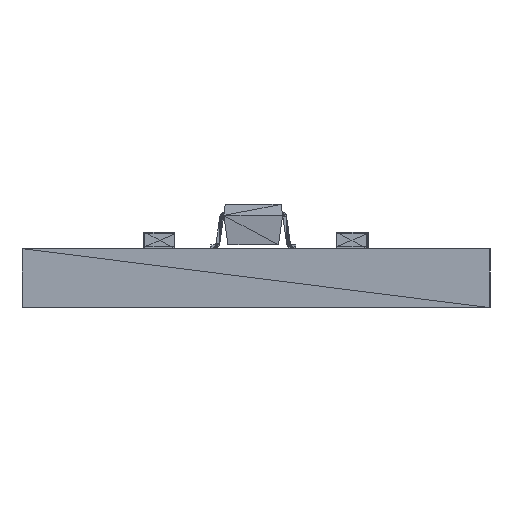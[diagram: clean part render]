
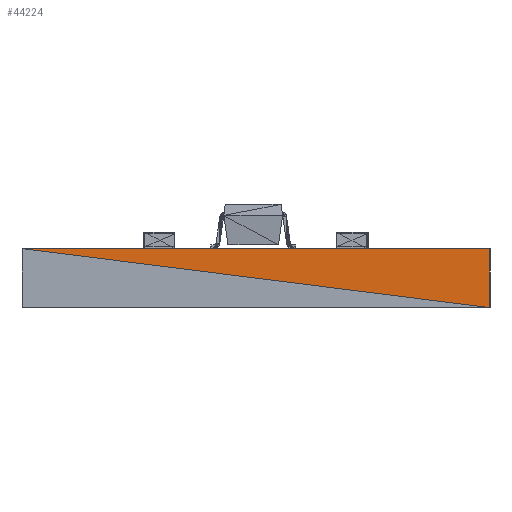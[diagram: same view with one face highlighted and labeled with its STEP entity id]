
A CAD part, left-side view. The second image highlights one B-rep face of the part: STEP entity #44224.
In plain terms, the highlighted planar face has unit normal (-1, 0, 0).
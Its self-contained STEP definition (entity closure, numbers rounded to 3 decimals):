
#4104=FACE_OUTER_BOUND('',#7536,.T.);
#7536=EDGE_LOOP('',(#37354,#37355,#37356));
#12542=LINE('',#70528,#18222);
#13215=LINE('',#71860,#18895);
#13216=LINE('',#71863,#18896);
#18222=VECTOR('',#58594,0.01);
#18895=VECTOR('',#60265,0.01);
#18896=VECTOR('',#60270,0.01);
#21148=VERTEX_POINT('',#70322);
#21184=VERTEX_POINT('',#70513);
#21345=VERTEX_POINT('',#71733);
#26350=EDGE_CURVE('',#21184,#21148,#12542,.T.);
#27023=EDGE_CURVE('',#21345,#21184,#13215,.T.);
#27024=EDGE_CURVE('',#21148,#21345,#13216,.T.);
#37354=ORIENTED_EDGE('',*,*,#27024,.T.);
#37355=ORIENTED_EDGE('',*,*,#27023,.T.);
#37356=ORIENTED_EDGE('',*,*,#26350,.T.);
#40792=PLANE('',#47711);
#44224=ADVANCED_FACE('',(#4104),#40792,.T.);
#47711=AXIS2_PLACEMENT_3D('',#71865,#60272,#60273);
#58594=DIRECTION('',(0.,1.,0.));
#60265=DIRECTION('',(0.,0.,1.));
#60270=DIRECTION('',(0.,-0.992,-0.125));
#60272=DIRECTION('center_axis',(-1.,0.,0.));
#60273=DIRECTION('ref_axis',(0.,0.,1.));
#70322=CARTESIAN_POINT('',(0.,12.7,0.8));
#70513=CARTESIAN_POINT('',(0.,0.,0.8));
#70528=CARTESIAN_POINT('',(0.,0.,0.8));
#71733=CARTESIAN_POINT('',(0.,0.,-0.8));
#71860=CARTESIAN_POINT('',(0.,0.,-0.8));
#71863=CARTESIAN_POINT('',(0.,12.7,0.8));
#71865=CARTESIAN_POINT('Origin',(0.,0.,0.8));
